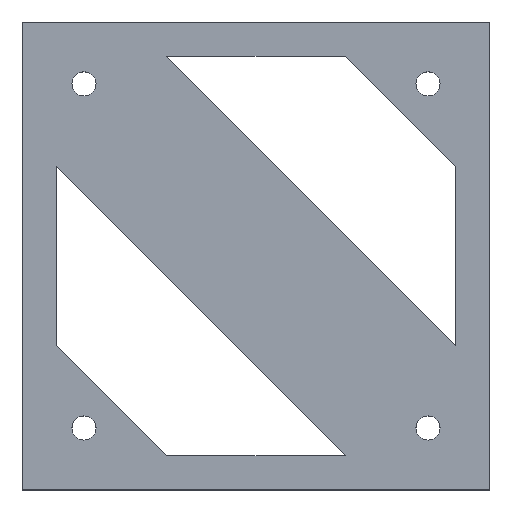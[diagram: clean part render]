
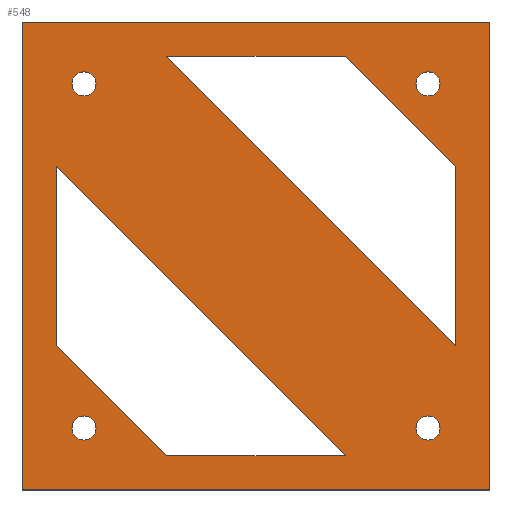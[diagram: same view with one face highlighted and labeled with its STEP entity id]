
A CAD part, top view. The second image highlights one B-rep face of the part: STEP entity #548.
In plain terms, the highlighted planar face has unit normal (0, 0, 1).
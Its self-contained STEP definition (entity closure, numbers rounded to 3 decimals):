
#53=CIRCLE('',#589,0.875);
#54=CIRCLE('',#590,0.875);
#55=CIRCLE('',#591,0.875);
#56=CIRCLE('',#592,0.875);
#64=FACE_BOUND('',#86,.T.);
#65=FACE_BOUND('',#87,.T.);
#66=FACE_BOUND('',#88,.T.);
#67=FACE_BOUND('',#89,.T.);
#68=FACE_BOUND('',#90,.T.);
#69=FACE_BOUND('',#91,.T.);
#70=FACE_BOUND('',#92,.T.);
#86=EDGE_LOOP('',(#403,#404,#405,#406));
#87=EDGE_LOOP('',(#407));
#88=EDGE_LOOP('',(#408));
#89=EDGE_LOOP('',(#409));
#90=EDGE_LOOP('',(#410));
#91=EDGE_LOOP('',(#411,#412,#413,#414));
#92=EDGE_LOOP('',(#415,#416,#417,#418));
#147=LINE('',#826,#211);
#148=LINE('',#828,#212);
#149=LINE('',#830,#213);
#150=LINE('',#831,#214);
#151=LINE('',#842,#215);
#152=LINE('',#844,#216);
#153=LINE('',#846,#217);
#154=LINE('',#847,#218);
#155=LINE('',#850,#219);
#156=LINE('',#852,#220);
#157=LINE('',#854,#221);
#158=LINE('',#855,#222);
#211=VECTOR('',#665,13.);
#212=VECTOR('',#666,11.314);
#213=VECTOR('',#667,13.);
#214=VECTOR('',#668,29.698);
#215=VECTOR('',#677,29.698);
#216=VECTOR('',#678,13.);
#217=VECTOR('',#679,11.314);
#218=VECTOR('',#680,13.);
#219=VECTOR('',#681,34.);
#220=VECTOR('',#682,34.);
#221=VECTOR('',#683,34.);
#222=VECTOR('',#684,34.);
#275=VERTEX_POINT('',#824);
#276=VERTEX_POINT('',#825);
#277=VERTEX_POINT('',#827);
#278=VERTEX_POINT('',#829);
#279=VERTEX_POINT('',#832);
#280=VERTEX_POINT('',#834);
#281=VERTEX_POINT('',#836);
#282=VERTEX_POINT('',#838);
#283=VERTEX_POINT('',#840);
#284=VERTEX_POINT('',#841);
#285=VERTEX_POINT('',#843);
#286=VERTEX_POINT('',#845);
#287=VERTEX_POINT('',#848);
#288=VERTEX_POINT('',#849);
#289=VERTEX_POINT('',#851);
#290=VERTEX_POINT('',#853);
#327=EDGE_CURVE('',#275,#276,#147,.T.);
#328=EDGE_CURVE('',#277,#276,#148,.T.);
#329=EDGE_CURVE('',#277,#278,#149,.T.);
#330=EDGE_CURVE('',#278,#275,#150,.T.);
#331=EDGE_CURVE('',#279,#279,#53,.T.);
#332=EDGE_CURVE('',#280,#280,#54,.T.);
#333=EDGE_CURVE('',#281,#281,#55,.T.);
#334=EDGE_CURVE('',#282,#282,#56,.T.);
#335=EDGE_CURVE('',#283,#284,#151,.T.);
#336=EDGE_CURVE('',#283,#285,#152,.T.);
#337=EDGE_CURVE('',#286,#285,#153,.T.);
#338=EDGE_CURVE('',#286,#284,#154,.T.);
#339=EDGE_CURVE('',#287,#288,#155,.T.);
#340=EDGE_CURVE('',#289,#287,#156,.T.);
#341=EDGE_CURVE('',#290,#289,#157,.T.);
#342=EDGE_CURVE('',#288,#290,#158,.T.);
#403=ORIENTED_EDGE('',*,*,#327,.T.);
#404=ORIENTED_EDGE('',*,*,#328,.F.);
#405=ORIENTED_EDGE('',*,*,#329,.T.);
#406=ORIENTED_EDGE('',*,*,#330,.T.);
#407=ORIENTED_EDGE('',*,*,#331,.T.);
#408=ORIENTED_EDGE('',*,*,#332,.T.);
#409=ORIENTED_EDGE('',*,*,#333,.T.);
#410=ORIENTED_EDGE('',*,*,#334,.T.);
#411=ORIENTED_EDGE('',*,*,#335,.F.);
#412=ORIENTED_EDGE('',*,*,#336,.T.);
#413=ORIENTED_EDGE('',*,*,#337,.F.);
#414=ORIENTED_EDGE('',*,*,#338,.T.);
#415=ORIENTED_EDGE('',*,*,#339,.F.);
#416=ORIENTED_EDGE('',*,*,#340,.F.);
#417=ORIENTED_EDGE('',*,*,#341,.F.);
#418=ORIENTED_EDGE('',*,*,#342,.F.);
#520=PLANE('',#588);
#548=ADVANCED_FACE('',(#64,#65,#66,#67,#68,#69,#70),#520,.T.);
#588=AXIS2_PLACEMENT_3D('',#823,#663,#664);
#589=AXIS2_PLACEMENT_3D('',#833,#669,#670);
#590=AXIS2_PLACEMENT_3D('',#835,#671,#672);
#591=AXIS2_PLACEMENT_3D('',#837,#673,#674);
#592=AXIS2_PLACEMENT_3D('',#839,#675,#676);
#663=DIRECTION('center_axis',(0.,0.,
1.));
#664=DIRECTION('ref_axis',(1.,0.,0.));
#665=DIRECTION('',(-1.,0.,0.));
#666=DIRECTION('',(0.707,-0.707,0.));
#667=DIRECTION('',(0.,1.,0.));
#668=DIRECTION('',(0.707,-0.707,0.));
#669=DIRECTION('center_axis',(0.,0.,
-1.));
#670=DIRECTION('ref_axis',(-1.,0.,0.));
#671=DIRECTION('center_axis',(0.,0.,
-1.));
#672=DIRECTION('ref_axis',(-1.,0.,0.));
#673=DIRECTION('center_axis',(0.,0.,
-1.));
#674=DIRECTION('ref_axis',(-1.,0.,0.));
#675=DIRECTION('center_axis',(0.,0.,
-1.));
#676=DIRECTION('ref_axis',(-1.,0.,0.));
#677=DIRECTION('',(0.707,-0.707,0.));
#678=DIRECTION('',(1.,0.,0.));
#679=DIRECTION('',(-0.707,0.707,0.));
#680=DIRECTION('',(0.,-1.,0.));
#681=DIRECTION('',(0.,1.,0.));
#682=DIRECTION('',(-1.,0.,0.));
#683=DIRECTION('',(0.,-1.,0.));
#684=DIRECTION('',(1.,0.,0.));
#823=CARTESIAN_POINT('Origin',(-17.,17.,3.5));
#824=CARTESIAN_POINT('',(-10.5,2.5,3.5));
#825=CARTESIAN_POINT('',(-23.5,2.5,3.5));
#826=CARTESIAN_POINT('',(-24.25,2.5,3.5));
#827=CARTESIAN_POINT('',(-31.5,10.5,3.5));
#828=CARTESIAN_POINT('',(-27.5,6.5,3.5));
#829=CARTESIAN_POINT('',(-31.5,23.5,3.5));
#830=CARTESIAN_POINT('',(-31.5,24.25,3.5));
#831=CARTESIAN_POINT('',(-31.5,23.5,3.5));
#832=CARTESIAN_POINT('',(-28.625,4.5,3.5));
#833=CARTESIAN_POINT('Origin',(-29.5,4.5,3.5));
#834=CARTESIAN_POINT('',(-3.625,4.5,3.5));
#835=CARTESIAN_POINT('Origin',(-4.5,4.5,3.5));
#836=CARTESIAN_POINT('',(-3.625,29.5,3.5));
#837=CARTESIAN_POINT('Origin',(-4.5,29.5,3.5));
#838=CARTESIAN_POINT('',(-28.625,29.5,3.5));
#839=CARTESIAN_POINT('Origin',(-29.5,29.5,3.5));
#840=CARTESIAN_POINT('',(-23.5,31.5,3.5));
#841=CARTESIAN_POINT('',(-2.5,10.5,3.5));
#842=CARTESIAN_POINT('',(-23.5,31.5,3.5));
#843=CARTESIAN_POINT('',(-10.5,31.5,3.5));
#844=CARTESIAN_POINT('',(-9.75,31.5,3.5));
#845=CARTESIAN_POINT('',(-2.5,23.5,3.5));
#846=CARTESIAN_POINT('',(-6.5,27.5,3.5));
#847=CARTESIAN_POINT('',(-2.5,9.75,3.5));
#848=CARTESIAN_POINT('',(-34.,0.,3.5));
#849=CARTESIAN_POINT('',(-34.,34.,3.5));
#850=CARTESIAN_POINT('',(-34.,0.,3.5));
#851=CARTESIAN_POINT('',(0.,0.,3.5));
#852=CARTESIAN_POINT('',(0.,0.,3.5));
#853=CARTESIAN_POINT('',(0.,34.,3.5));
#854=CARTESIAN_POINT('',(0.,34.,3.5));
#855=CARTESIAN_POINT('',(-34.,34.,3.5));
